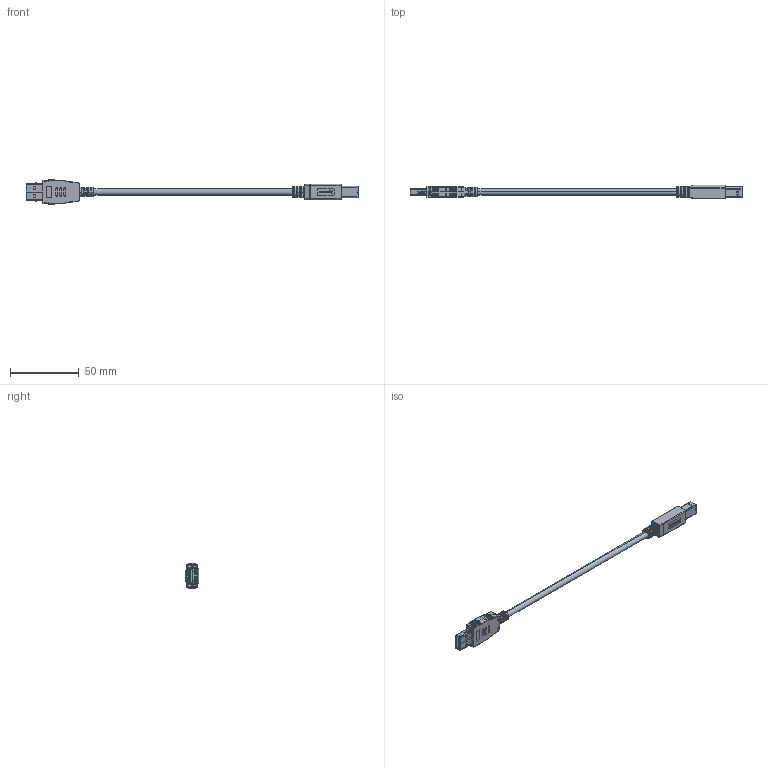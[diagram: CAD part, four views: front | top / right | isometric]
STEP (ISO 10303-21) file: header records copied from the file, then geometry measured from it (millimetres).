
FILE_DESCRIPTION (( 'STEP AP203' ), '1' );
FILE_NAME ('CAUZALB.STEP', '2020-11-23T02:12:09', ( '' ), ( '' ), 'SwSTEP 2.0', 'SolidWorks 2018', '' );
FILE_SCHEMA (( 'CONFIG_CONTROL_DESIGN' ));
Length unit declared in the file: inch
Products named in the file (1): CAUZALB
Bounding box: 240.75 x 10 x 18.7 mm (x, y, z)
Volume: 8824.9 mm3; surface area: 13699.2 mm2
Topology: 20 solids, 22 shells, 2144 faces, 5642 edges, 3554 vertices
Faces by surface type: plane 1285, cylinder 615, bspline 114, torus 106, sphere 22, cone 2
Entity records: 70659 total; most frequent: CARTESIAN_POINT 17961, ORIENTED_EDGE 11204, DIRECTION 10581, EDGE_CURVE 5602, VECTOR 3939, LINE 3939, VERTEX_POINT 3554, AXIS2_PLACEMENT_3D 3321
